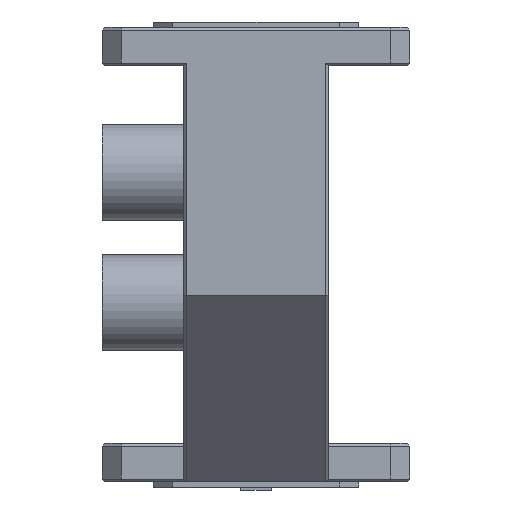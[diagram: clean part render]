
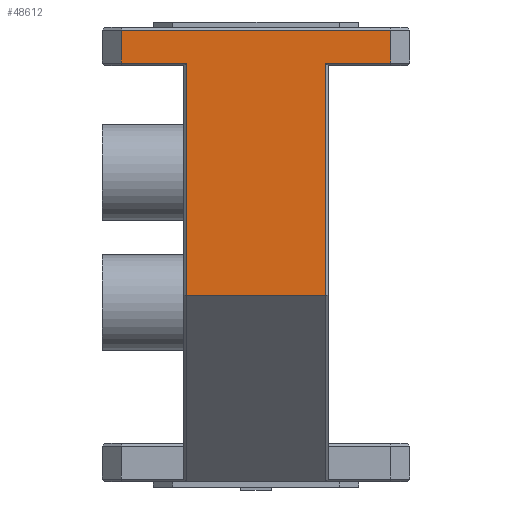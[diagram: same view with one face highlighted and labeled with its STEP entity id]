
A CAD part, left-side view. The second image highlights one B-rep face of the part: STEP entity #48612.
In plain terms, the highlighted planar face has unit normal (-1, 0, 0).
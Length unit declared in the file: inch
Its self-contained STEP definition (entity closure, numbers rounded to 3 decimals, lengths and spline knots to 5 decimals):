
#771 = ORIENTED_EDGE ( 'NONE', *, *, #1017, .T. ) ;
#1017 = EDGE_CURVE ( 'NONE', #27537, #34650, #7157, .T. ) ;
#1259 = ORIENTED_EDGE ( 'NONE', *, *, #37889, .T. ) ;
#2313 = FACE_OUTER_BOUND ( 'NONE', #10658, .T. ) ;
#2781 = CARTESIAN_POINT ( 'NONE',  ( -2.75384, 3.56044, 0.51746 ) ) ;
#4190 = LINE ( 'NONE', #4483, #57083 ) ;
#4483 = CARTESIAN_POINT ( 'NONE',  ( -2.75384, 3.04244, 0.48746 ) ) ;
#4522 = CARTESIAN_POINT ( 'NONE',  ( -2.75384, 2.81394, 0.51746 ) ) ;
#5027 = EDGE_CURVE ( 'NONE', #15257, #34650, #39710, .T. ) ;
#6558 = LINE ( 'NONE', #15431, #25143 ) ;
#7157 = LINE ( 'NONE', #2781, #30250 ) ;
#9970 = ORIENTED_EDGE ( 'NONE', *, *, #56272, .T. ) ;
#10359 = VERTEX_POINT ( 'NONE', #22374 ) ;
#10658 = EDGE_LOOP ( 'NONE', ( #44164, #40173, #1259, #9970, #771, #11316, #18815, #43691 ) ) ;
#11316 = ORIENTED_EDGE ( 'NONE', *, *, #5027, .F. ) ;
#11587 = DIRECTION ( 'NONE',  ( 0., 0., -1. ) ) ;
#12399 = CARTESIAN_POINT ( 'NONE',  ( -2.75384, 3.04244, -0.48254 ) ) ;
#13935 = LINE ( 'NONE', #4522, #44352 ) ;
#15257 = VERTEX_POINT ( 'NONE', #49050 ) ;
#15431 = CARTESIAN_POINT ( 'NONE',  ( -2.75384, 3.79894, 0.51746 ) ) ;
#15560 = DIRECTION ( 'NONE',  ( 0., -1., 0. ) ) ;
#16693 = CARTESIAN_POINT ( 'NONE',  ( -2.75384, 3.56044, 0.36746 ) ) ;
#17400 = DIRECTION ( 'NONE',  ( 0., -1., 0. ) ) ;
#17676 = LINE ( 'NONE', #26709, #55491 ) ;
#18815 = ORIENTED_EDGE ( 'NONE', *, *, #55341, .T. ) ;
#20077 = DIRECTION ( 'NONE',  ( 0., 0., -1. ) ) ;
#22374 = CARTESIAN_POINT ( 'NONE',  ( -2.75384, 2.81394, 0.36746 ) ) ;
#22384 = CARTESIAN_POINT ( 'NONE',  ( -2.75384, 3.79894, 0.48746 ) ) ;
#24871 = DIRECTION ( 'NONE',  ( 1., 0., 0. ) ) ;
#25143 = VECTOR ( 'NONE', #20077, 39.37008 ) ;
#25979 = CARTESIAN_POINT ( 'NONE',  ( -2.75384, 3.05244, 0.36746 ) ) ;
#26709 = CARTESIAN_POINT ( 'NONE',  ( -2.75384, 3.57044, 0.36746 ) ) ;
#27537 = VERTEX_POINT ( 'NONE', #16693 ) ;
#29658 = DIRECTION ( 'NONE',  ( 0., 0., 1. ) ) ;
#30250 = VECTOR ( 'NONE', #11587, 39.37008 ) ;
#30750 = VERTEX_POINT ( 'NONE', #25979 ) ;
#30767 = VECTOR ( 'NONE', #17400, 39.37008 ) ;
#31506 = VERTEX_POINT ( 'NONE', #22384 ) ;
#32518 = CARTESIAN_POINT ( 'NONE',  ( -2.75384, 3.79894, 0.36746 ) ) ;
#33101 = VERTEX_POINT ( 'NONE', #32518 ) ;
#34448 = CARTESIAN_POINT ( 'NONE',  ( -2.75384, 3.05244, 0.51746 ) ) ;
#34650 = VERTEX_POINT ( 'NONE', #37384 ) ;
#37309 = EDGE_CURVE ( 'NONE', #30750, #10359, #52871, .T. ) ;
#37384 = CARTESIAN_POINT ( 'NONE',  ( -2.75384, 3.56044, -0.48254 ) ) ;
#37889 = EDGE_CURVE ( 'NONE', #31506, #33101, #6558, .T. ) ;
#38808 = DIRECTION ( 'NONE',  ( 0., 0., 1. ) ) ;
#39515 = VECTOR ( 'NONE', #38808, 39.37008 ) ;
#39556 = EDGE_CURVE ( 'NONE', #10359, #55463, #13935, .T. ) ;
#39710 = LINE ( 'NONE', #12399, #42754 ) ;
#40173 = ORIENTED_EDGE ( 'NONE', *, *, #48476, .T. ) ;
#42754 = VECTOR ( 'NONE', #57516, 39.37008 ) ;
#42920 = LINE ( 'NONE', #34448, #39515 ) ;
#43691 = ORIENTED_EDGE ( 'NONE', *, *, #37309, .T. ) ;
#44164 = ORIENTED_EDGE ( 'NONE', *, *, #39556, .T. ) ;
#44352 = VECTOR ( 'NONE', #44462, 39.37008 ) ;
#44462 = DIRECTION ( 'NONE',  ( 0., 0., 1. ) ) ;
#45983 = AXIS2_PLACEMENT_3D ( 'NONE', #56531, #24871, #29658 ) ;
#48476 = EDGE_CURVE ( 'NONE', #55463, #31506, #4190, .T. ) ;
#48612 = ADVANCED_FACE ( 'NONE', ( #2313 ), #51925, .F. ) ;
#49050 = CARTESIAN_POINT ( 'NONE',  ( -2.75384, 3.05244, -0.48254 ) ) ;
#51268 = CARTESIAN_POINT ( 'NONE',  ( -2.75384, 2.81394, 0.48746 ) ) ;
#51925 = PLANE ( 'NONE',  #45983 ) ;
#52871 = LINE ( 'NONE', #53170, #30767 ) ;
#53170 = CARTESIAN_POINT ( 'NONE',  ( -2.75384, 2.81394, 0.36746 ) ) ;
#53212 = DIRECTION ( 'NONE',  ( 0., 1., 0. ) ) ;
#55341 = EDGE_CURVE ( 'NONE', #15257, #30750, #42920, .T. ) ;
#55463 = VERTEX_POINT ( 'NONE', #51268 ) ;
#55491 = VECTOR ( 'NONE', #15560, 39.37008 ) ;
#56272 = EDGE_CURVE ( 'NONE', #33101, #27537, #17676, .T. ) ;
#56531 = CARTESIAN_POINT ( 'NONE',  ( -2.75384, 3.04244, 0.51746 ) ) ;
#57083 = VECTOR ( 'NONE', #53212, 39.37008 ) ;
#57516 = DIRECTION ( 'NONE',  ( 0., 1., 0. ) ) ;
